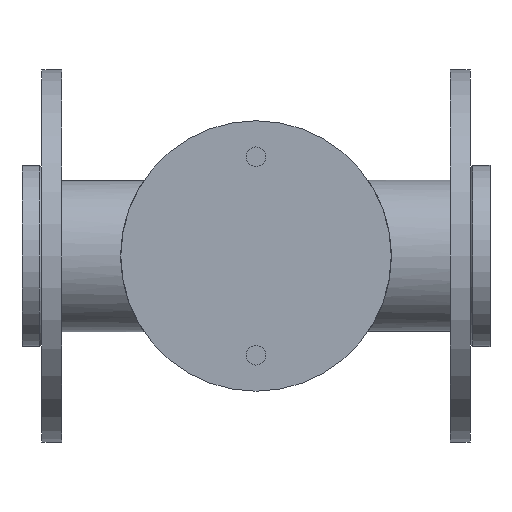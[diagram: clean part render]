
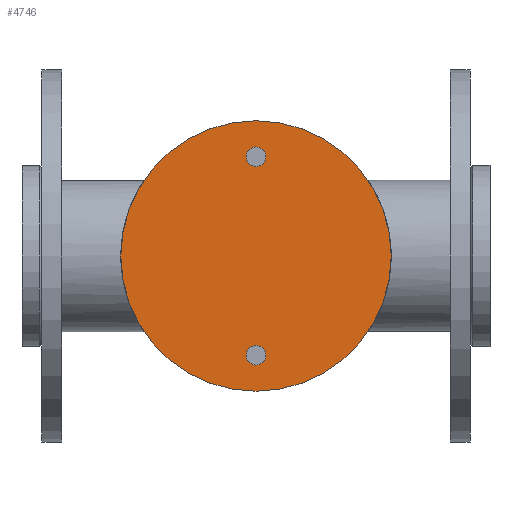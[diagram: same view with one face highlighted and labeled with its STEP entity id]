
A CAD part, front view. The second image highlights one B-rep face of the part: STEP entity #4746.
In plain terms, the highlighted planar face has unit normal (0, -1, 0).
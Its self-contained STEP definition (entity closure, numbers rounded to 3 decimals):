
#181 = ORIENTED_EDGE ( 'NONE', *, *, #539, .F. ) ;
#302 = DIRECTION ( 'NONE',  ( 0., 0., -1. ) ) ;
#406 = CARTESIAN_POINT ( 'NONE',  ( 0., -46.28, 0. ) ) ;
#477 = DIRECTION ( 'NONE',  ( 0., 0., -1. ) ) ;
#539 = EDGE_CURVE ( 'NONE', #1192, #1192, #4628, .T. ) ;
#611 = ORIENTED_EDGE ( 'NONE', *, *, #2685, .F. ) ;
#1139 = CARTESIAN_POINT ( 'NONE',  ( 0., -46.28, -40. ) ) ;
#1192 = VERTEX_POINT ( 'NONE', #2921 ) ;
#1218 = FACE_BOUND ( 'NONE', #3300, .T. ) ;
#1243 = PLANE ( 'NONE',  #1585 ) ;
#1253 = DIRECTION ( 'NONE',  ( 0., 1., 0. ) ) ;
#1365 = CIRCLE ( 'NONE', #5032, 54.5 ) ;
#1585 = AXIS2_PLACEMENT_3D ( 'NONE', #406, #2164, #4737 ) ;
#2161 = AXIS2_PLACEMENT_3D ( 'NONE', #3066, #4376, #477 ) ;
#2164 = DIRECTION ( 'NONE',  ( 0., 1., 0. ) ) ;
#2346 = CARTESIAN_POINT ( 'NONE',  ( 0., -46.28, -43.969 ) ) ;
#2525 = CARTESIAN_POINT ( 'NONE',  ( 0., -46.28, 0. ) ) ;
#2540 = FACE_OUTER_BOUND ( 'NONE', #2544, .T. ) ;
#2544 = EDGE_LOOP ( 'NONE', ( #611 ) ) ;
#2685 = EDGE_CURVE ( 'NONE', #3484, #3484, #1365, .T. ) ;
#2921 = CARTESIAN_POINT ( 'NONE',  ( 0., -46.28, 36.031 ) ) ;
#3066 = CARTESIAN_POINT ( 'NONE',  ( 0., -46.28, 40. ) ) ;
#3295 = DIRECTION ( 'NONE',  ( 0., -1., 0. ) ) ;
#3300 = EDGE_LOOP ( 'NONE', ( #181 ) ) ;
#3457 = CARTESIAN_POINT ( 'NONE',  ( 0., -46.28, 54.5 ) ) ;
#3484 = VERTEX_POINT ( 'NONE', #3457 ) ;
#3611 = AXIS2_PLACEMENT_3D ( 'NONE', #1139, #3295, #302 ) ;
#3629 = VERTEX_POINT ( 'NONE', #2346 ) ;
#3817 = FACE_BOUND ( 'NONE', #4341, .T. ) ;
#4321 = CIRCLE ( 'NONE', #3611, 3.969 ) ;
#4341 = EDGE_LOOP ( 'NONE', ( #5520 ) ) ;
#4376 = DIRECTION ( 'NONE',  ( 0., -1., 0. ) ) ;
#4628 = CIRCLE ( 'NONE', #2161, 3.969 ) ;
#4683 = EDGE_CURVE ( 'NONE', #3629, #3629, #4321, .T. ) ;
#4737 = DIRECTION ( 'NONE',  ( 0., 0., 1. ) ) ;
#4746 = ADVANCED_FACE ( 'NONE', ( #3817, #1218, #2540 ), #1243, .F. ) ;
#5032 = AXIS2_PLACEMENT_3D ( 'NONE', #2525, #1253, #5508 ) ;
#5508 = DIRECTION ( 'NONE',  ( 0., 0., 1. ) ) ;
#5520 = ORIENTED_EDGE ( 'NONE', *, *, #4683, .F. ) ;
